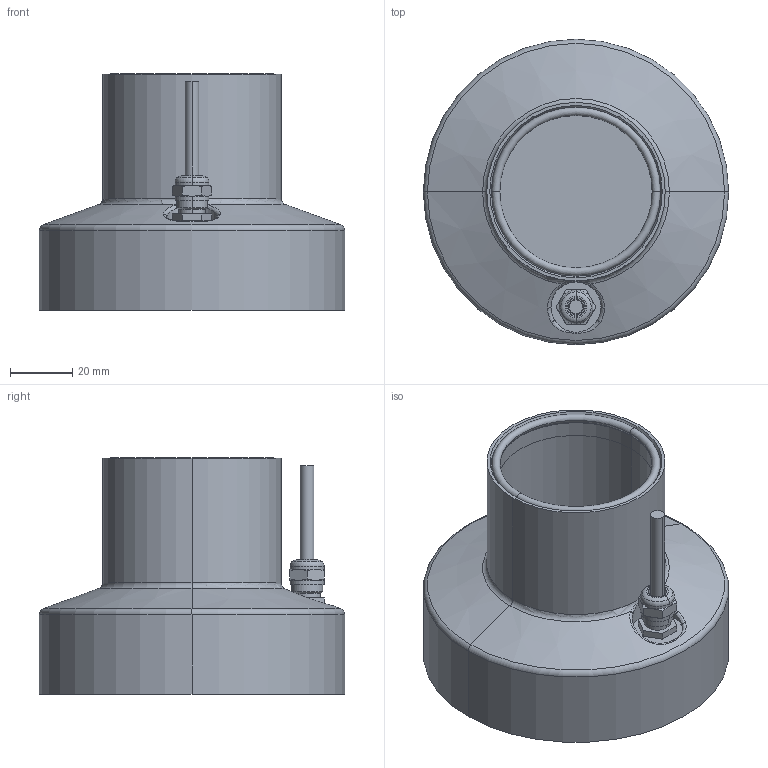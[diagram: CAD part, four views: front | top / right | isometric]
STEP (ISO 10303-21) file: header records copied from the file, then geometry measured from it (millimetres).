
FILE_DESCRIPTION((''),'2;1');
FILE_NAME('208790_ASM','2018-10-02T',('pdmadmin'),('BANNER ENGINEERING'),'CREO PARAMETRIC BY PTC INC, 2016260','CREO PARAMETRIC BY PTC INC, 2016260','');
FILE_SCHEMA(('CONFIG_CONTROL_DESIGN'));
Length unit declared in the file: millimetre
Products named in the file (13): 206997; 207271; 207272; 207197; 207574; _HSK-MINI_1_106_0801_50-NUT; _HSK-MINI_1_106_0801_50-GLAND; _HSK-M-MINI-1_106_0801_50-O-RIN; _HSK-MINI_1_106_0801_50-SEALING; HSK-MINI_1_106_0801_50_NBR__ASM; 207575_ASM; CABLE_440; 208790_ASM
Assembly tree (12 placements, depth 4):
  208790_ASM
    206997
    207271
    207272
    207197
    207574
    207575_ASM
      HSK-MINI_1_106_0801_50_NBR__ASM
        _HSK-MINI_1_106_0801_50-NUT
        _HSK-MINI_1_106_0801_50-GLAND
        _HSK-M-MINI-1_106_0801_50-O-RIN
        _HSK-MINI_1_106_0801_50-SEALING
    CABLE_440
Bounding box: 98 x 98 x 75.92 mm (x, y, z)
Volume: 149342 mm3; surface area: 70682.1 mm2
Topology: 10 solids, 12 shells, 151 faces, 330 edges, 201 vertices
Faces by surface type: cylinder 60, plane 39, cone 28, torus 17, bspline 7
Entity records: 5015 total; most frequent: CARTESIAN_POINT 1317, DIRECTION 828, ORIENTED_EDGE 648, AXIS2_PLACEMENT_3D 354, EDGE_CURVE 328, VERTEX_POINT 201, CIRCLE 178, EDGE_LOOP 173
